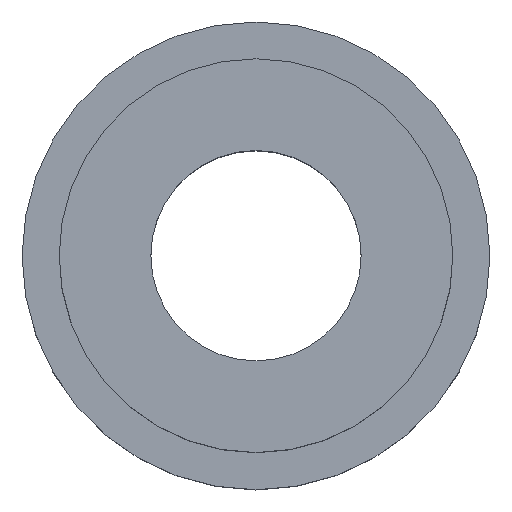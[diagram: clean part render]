
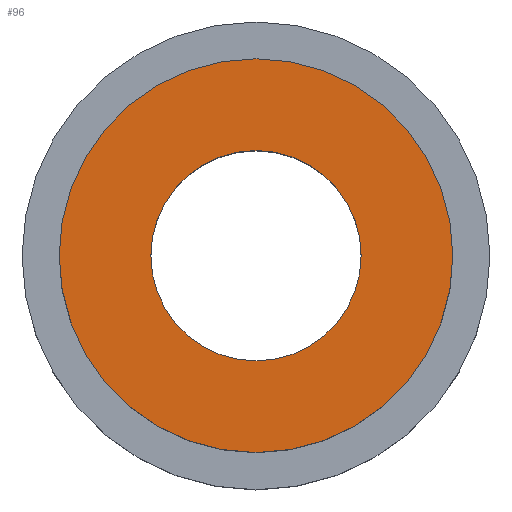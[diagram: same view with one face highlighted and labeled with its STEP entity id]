
A CAD part, top view. The second image highlights one B-rep face of the part: STEP entity #96.
In plain terms, the highlighted planar face has unit normal (0, 0, 1).
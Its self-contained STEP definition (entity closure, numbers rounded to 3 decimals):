
#41=VERTEX_POINT('',#143);
#42=VERTEX_POINT('',#146);
#47=CIRCLE('',#105,2.34);
#48=CIRCLE('',#107,1.25);
#53=EDGE_CURVE('',#41,#41,#47,.T.);
#54=EDGE_CURVE('',#42,#42,#48,.T.);
#65=ORIENTED_EDGE('',*,*,#54,.F.);
#66=ORIENTED_EDGE('',*,*,#53,.F.);
#77=EDGE_LOOP('',(#65));
#78=EDGE_LOOP('',(#66));
#89=FACE_BOUND('',#77,.T.);
#90=FACE_BOUND('',#78,.T.);
#96=ADVANCED_FACE('',(#89,#90),#150,.T.);
#105=AXIS2_PLACEMENT_3D('',#142,#123,#124);
#107=AXIS2_PLACEMENT_3D('',#145,#127,#128);
#108=AXIS2_PLACEMENT_3D('',#147,#129,$);
#123=DIRECTION('',(0.,0.,-1.));
#124=DIRECTION('',(2.34,0.,0.));
#127=DIRECTION('',(0.,0.,1.));
#128=DIRECTION('',(1.25,0.,0.));
#129=DIRECTION('',(0.,0.,1.));
#142=CARTESIAN_POINT('',(0.,0.,1.53));
#143=CARTESIAN_POINT('',(2.34,0.,1.53));
#145=CARTESIAN_POINT('',(0.,0.,1.53));
#146=CARTESIAN_POINT('',(1.25,0.,1.53));
#147=CARTESIAN_POINT('',(0.,0.,1.53));
#150=PLANE('',#108);
